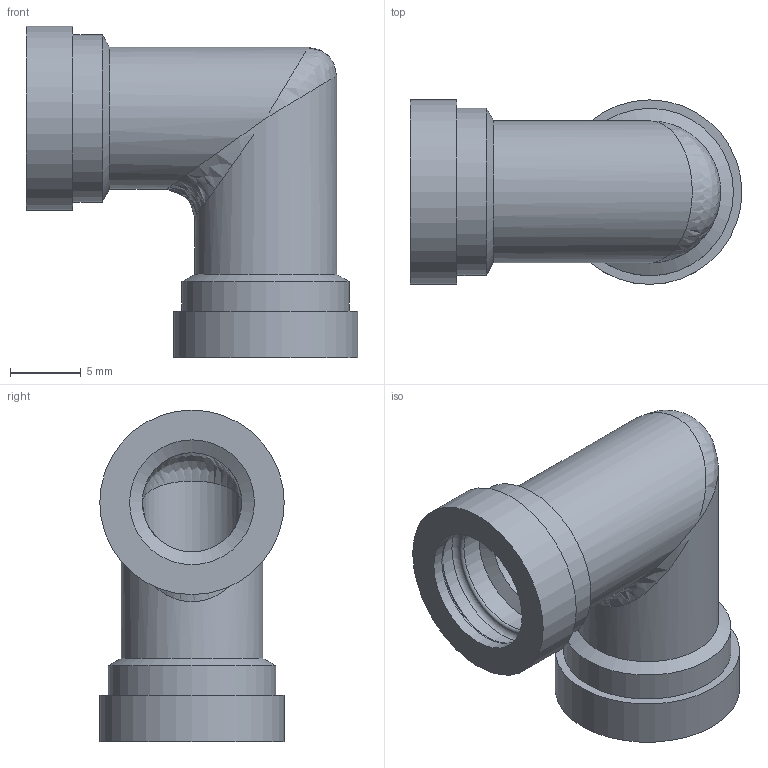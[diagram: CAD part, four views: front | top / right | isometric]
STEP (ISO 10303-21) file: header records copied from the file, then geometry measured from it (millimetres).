
FILE_DESCRIPTION(/* description */ (''),/* implementation_level */ '2;1');
FILE_NAME(/* name */ 'труба 2.stp',/* time_stamp */ '2023-02-19T00:45:10+03:00',/* author */ ('Tasya'),/* organization */ (''),/* preprocessor_version */ 'ST-DEVELOPER v18.1',/* originating_system */ 'Autodesk Inventor 2021',/* authorisation */ '');
FILE_SCHEMA (('AUTOMOTIVE_DESIGN { 1 0 10303 214 3 1 1 }'));
Length unit declared in the file: millimetre
Products named in the file (1): труба 2
Bounding box: 23.39 x 13 x 23.39 mm (x, y, z)
Volume: 1580.6 mm3; surface area: 2232.7 mm2
Topology: 1 solids, 1 shells, 34 faces, 102 edges, 64 vertices
Faces by surface type: cylinder 14, torus 8, bspline 4, plane 4, cone 4
Full cylindrical faces by diameter (mm): 7 x2, 8.8 x4, 10 x4, 11.8 x2, 13 x2
Entity records: 1375 total; most frequent: CARTESIAN_POINT 389, DIRECTION 232, ORIENTED_EDGE 188, AXIS2_PLACEMENT_3D 107, EDGE_CURVE 94, CIRCLE 64, VERTEX_POINT 64, EDGE_LOOP 38
